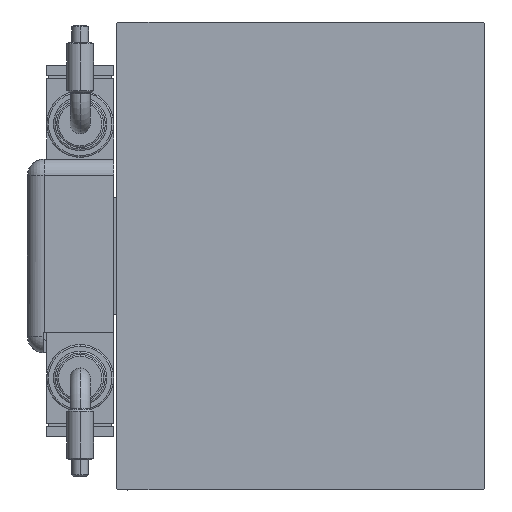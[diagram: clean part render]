
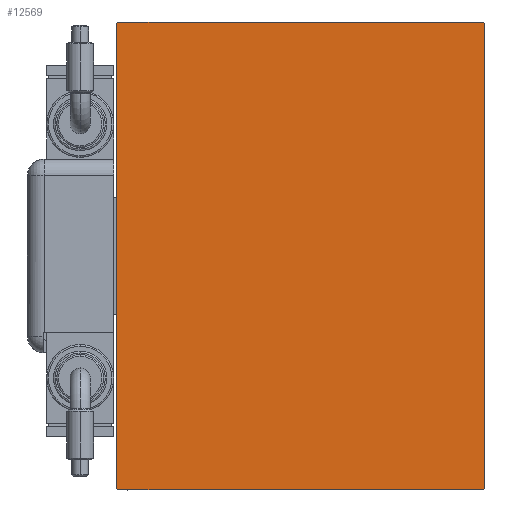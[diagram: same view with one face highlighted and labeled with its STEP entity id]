
A CAD part, left-side view. The second image highlights one B-rep face of the part: STEP entity #12569.
In plain terms, the highlighted face is planar.
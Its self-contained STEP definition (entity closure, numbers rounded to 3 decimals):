
#539 = CARTESIAN_POINT ( 'NONE',  ( 293., -62.35, 62.35 ) ) ;
#1064 = VECTOR ( 'NONE', #8266, 1000. ) ;
#1280 = CARTESIAN_POINT ( 'NONE',  ( 293., 55., -69.7 ) ) ;
#2688 = EDGE_CURVE ( 'NONE', #53381, #38216, #37284, .T. ) ;
#4670 = VERTEX_POINT ( 'NONE', #8131 ) ;
#4716 = VECTOR ( 'NONE', #54972, 1000. ) ;
#4813 = ORIENTED_EDGE ( 'NONE', *, *, #21651, .T. ) ;
#5680 = VECTOR ( 'NONE', #10697, 1000. ) ;
#6671 = LINE ( 'NONE', #39082, #5680 ) ;
#7112 = ORIENTED_EDGE ( 'NONE', *, *, #21844, .T. ) ;
#8131 = CARTESIAN_POINT ( 'NONE',  ( 293., 54.7, -70. ) ) ;
#8266 = DIRECTION ( 'NONE',  ( 0., 0., -1. ) ) ;
#8927 = CARTESIAN_POINT ( 'NONE',  ( 293., 55., 70. ) ) ;
#9509 = DIRECTION ( 'NONE',  ( 0., -0.707, -0.707 ) ) ;
#10697 = DIRECTION ( 'NONE',  ( 0., 0., 1. ) ) ;
#10943 = VECTOR ( 'NONE', #12742, 1000. ) ;
#12569 = ADVANCED_FACE ( 'NONE', ( #18246 ), #22857, .T. ) ;
#12742 = DIRECTION ( 'NONE',  ( 0., 0.707, 0.707 ) ) ;
#13478 = EDGE_CURVE ( 'NONE', #51566, #18316, #59304, .T. ) ;
#15850 = EDGE_CURVE ( 'NONE', #38216, #60061, #39529, .T. ) ;
#16222 = DIRECTION ( 'NONE',  ( 0., 1., 0. ) ) ;
#16827 = CARTESIAN_POINT ( 'NONE',  ( 293., -55., -70. ) ) ;
#17477 = VECTOR ( 'NONE', #55205, 1000. ) ;
#17487 = ORIENTED_EDGE ( 'NONE', *, *, #38229, .T. ) ;
#18246 = FACE_OUTER_BOUND ( 'NONE', #57247, .T. ) ;
#18316 = VERTEX_POINT ( 'NONE', #56711 ) ;
#18578 = VECTOR ( 'NONE', #9509, 1000. ) ;
#21651 = EDGE_CURVE ( 'NONE', #4670, #22805, #50373, .T. ) ;
#21676 = CARTESIAN_POINT ( 'NONE',  ( 293., -62.35, -62.35 ) ) ;
#21844 = EDGE_CURVE ( 'NONE', #46330, #51566, #59791, .T. ) ;
#22805 = VERTEX_POINT ( 'NONE', #1280 ) ;
#22857 = PLANE ( 'NONE',  #29345 ) ;
#23413 = CARTESIAN_POINT ( 'NONE',  ( 293., -55., -69.7 ) ) ;
#23479 = DIRECTION ( 'NONE',  ( 1., 0., 0. ) ) ;
#24763 = CARTESIAN_POINT ( 'NONE',  ( 293., -54.7, 70. ) ) ;
#28158 = CARTESIAN_POINT ( 'NONE',  ( 293., 62.35, -62.35 ) ) ;
#28934 = CARTESIAN_POINT ( 'NONE',  ( 293., 62.35, 62.35 ) ) ;
#29345 = AXIS2_PLACEMENT_3D ( 'NONE', #42613, #23479, #50946 ) ;
#29907 = ORIENTED_EDGE ( 'NONE', *, *, #13478, .T. ) ;
#31109 = EDGE_CURVE ( 'NONE', #22805, #53381, #6671, .T. ) ;
#34751 = LINE ( 'NONE', #16827, #45354 ) ;
#35225 = ORIENTED_EDGE ( 'NONE', *, *, #2688, .T. ) ;
#35311 = ORIENTED_EDGE ( 'NONE', *, *, #15850, .T. ) ;
#36921 = ORIENTED_EDGE ( 'NONE', *, *, #31109, .T. ) ;
#36979 = CARTESIAN_POINT ( 'NONE',  ( 293., -55., 69.7 ) ) ;
#37284 = LINE ( 'NONE', #28934, #58446 ) ;
#37892 = CARTESIAN_POINT ( 'NONE',  ( 293., 54.7, 70. ) ) ;
#38216 = VERTEX_POINT ( 'NONE', #37892 ) ;
#38229 = EDGE_CURVE ( 'NONE', #60061, #46330, #42524, .T. ) ;
#39082 = CARTESIAN_POINT ( 'NONE',  ( 293., 55., -70. ) ) ;
#39529 = LINE ( 'NONE', #8927, #17477 ) ;
#42524 = LINE ( 'NONE', #539, #18578 ) ;
#42613 = CARTESIAN_POINT ( 'NONE',  ( 293., 0., 0. ) ) ;
#43184 = EDGE_CURVE ( 'NONE', #18316, #4670, #34751, .T. ) ;
#45354 = VECTOR ( 'NONE', #16222, 1000. ) ;
#46330 = VERTEX_POINT ( 'NONE', #36979 ) ;
#50373 = LINE ( 'NONE', #28158, #10943 ) ;
#50946 = DIRECTION ( 'NONE',  ( 0., 0., -1. ) ) ;
#51566 = VERTEX_POINT ( 'NONE', #23413 ) ;
#52958 = ORIENTED_EDGE ( 'NONE', *, *, #43184, .T. ) ;
#53381 = VERTEX_POINT ( 'NONE', #54864 ) ;
#54548 = CARTESIAN_POINT ( 'NONE',  ( 293., -55., 70. ) ) ;
#54864 = CARTESIAN_POINT ( 'NONE',  ( 293., 55., 69.7 ) ) ;
#54972 = DIRECTION ( 'NONE',  ( 0., 0.707, -0.707 ) ) ;
#55205 = DIRECTION ( 'NONE',  ( 0., -1., 0. ) ) ;
#56093 = DIRECTION ( 'NONE',  ( 0., -0.707, 0.707 ) ) ;
#56711 = CARTESIAN_POINT ( 'NONE',  ( 293., -54.7, -70. ) ) ;
#57247 = EDGE_LOOP ( 'NONE', ( #52958, #4813, #36921, #35225, #35311, #17487, #7112, #29907 ) ) ;
#58446 = VECTOR ( 'NONE', #56093, 1000. ) ;
#59304 = LINE ( 'NONE', #21676, #4716 ) ;
#59791 = LINE ( 'NONE', #54548, #1064 ) ;
#60061 = VERTEX_POINT ( 'NONE', #24763 ) ;
